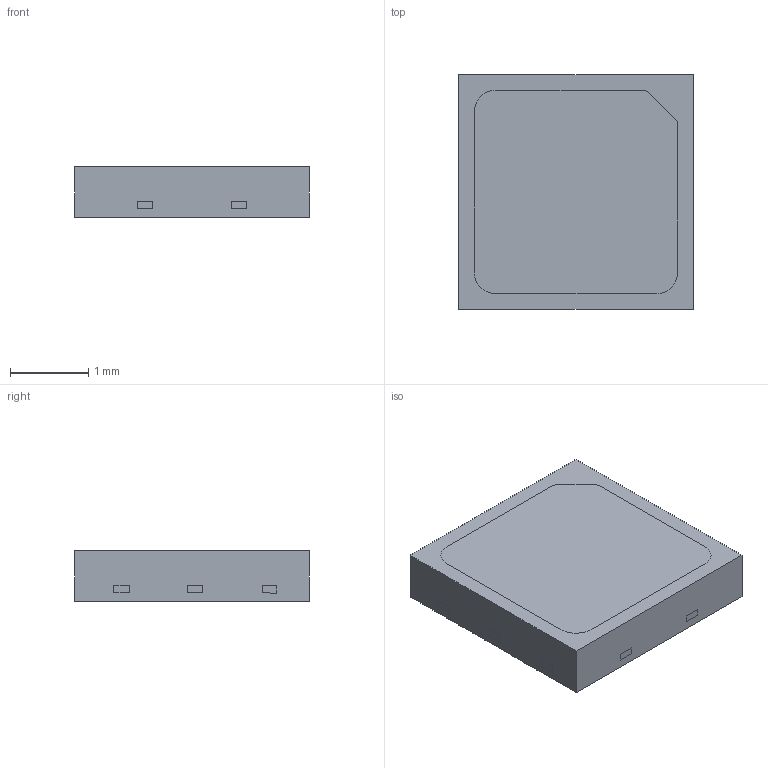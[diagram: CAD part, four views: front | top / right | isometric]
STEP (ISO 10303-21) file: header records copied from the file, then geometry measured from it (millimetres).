
FILE_DESCRIPTION (( 'STEP AP214' ), '1' );
FILE_NAME ('KW_DSLP31_CC_20191212_geometry.STEP', '2019-12-12T01:24:01', ( '' ), ( '' ), 'SwSTEP 2.0', 'SolidWorks 2017', '' );
FILE_SCHEMA (( 'AUTOMOTIVE_DESIGN' ));
Length unit declared in the file: millimetre
Products named in the file (1): KW_DSLP31_CC_20191212_geometry
Bounding box: 3 x 3 x 0.65 mm (x, y, z)
Volume: 5.9 mm3; surface area: 25.8 mm2
Topology: 1 solids, 1 shells, 19 faces, 78 edges, 74 vertices
Faces by surface type: plane 19
Entity records: 1002 total; most frequent: CARTESIAN_POINT 392, ORIENTED_EDGE 156, EDGE_CURVE 78, VERTEX_POINT 74, B_SPLINE_CURVE_WITH_KNOTS 66, DIRECTION 52, EDGE_LOOP 32, AXIS2_PLACEMENT_3D 20
